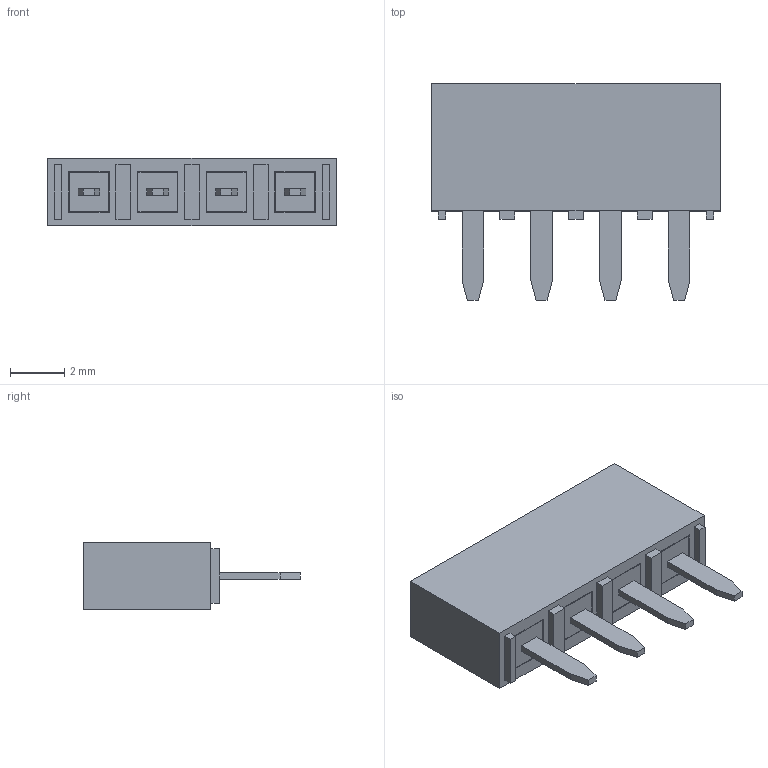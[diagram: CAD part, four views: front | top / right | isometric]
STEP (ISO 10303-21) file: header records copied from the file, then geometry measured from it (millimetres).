
FILE_DESCRIPTION((''),'2;1');
FILE_NAME('ZL305-4S_P2-54_L10-66_W2-5_H5','2021-12-04T',('Dragos'),(''),'PRO/ENGINEER BY PARAMETRIC TECHNOLOGY CORPORATION, 2004440','PRO/ENGINEER BY PARAMETRIC TECHNOLOGY CORPORATION, 2004440','');
FILE_SCHEMA(('AUTOMOTIVE_DESIGN { 1 0 10303 214 1 1 1 1 }'));
Length unit declared in the file: millimetre
Products named in the file (1): ZL305-4S_P2-54_L10-66_W2-5_H5
Bounding box: 10.66 x 8 x 2.5 mm (x, y, z)
Volume: 109.5 mm3; surface area: 451.3 mm2
Topology: 1 solids, 1 shells, 155 faces, 368 edges, 240 vertices
Faces by surface type: plane 155
Entity records: 6190 total; most frequent: CARTESIAN_POINT 765, ORIENTED_EDGE 736, DIRECTION 680, PRESENTATION_STYLE_ASSIGNMENT 426, STYLED_ITEM 370, CURVE_STYLE 369, VECTOR 368, LINE 368
